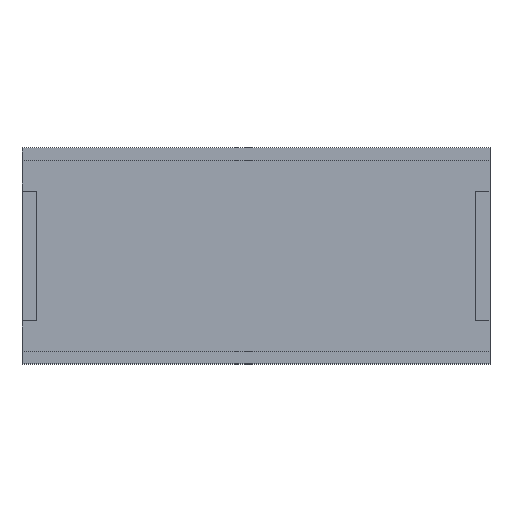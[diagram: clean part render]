
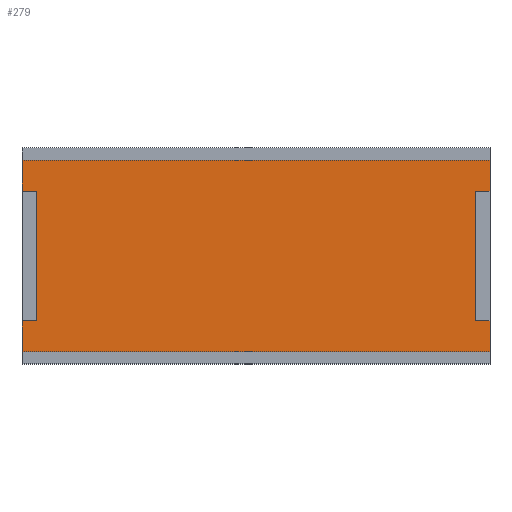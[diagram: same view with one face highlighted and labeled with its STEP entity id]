
A CAD part, top view. The second image highlights one B-rep face of the part: STEP entity #279.
In plain terms, the highlighted planar face has unit normal (0, 0, 1).
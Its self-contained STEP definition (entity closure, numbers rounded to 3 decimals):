
#72 = VERTEX_POINT('',#73);
#73 = CARTESIAN_POINT('',(-32.5,-13.3,2.));
#79 = EDGE_CURVE('',#72,#80,#82,.T.);
#80 = VERTEX_POINT('',#81);
#81 = CARTESIAN_POINT('',(-32.5,-9.,2.));
#82 = LINE('',#83,#84);
#83 = CARTESIAN_POINT('',(-32.5,-15.,2.));
#84 = VECTOR('',#85,1.);
#85 = DIRECTION('',(0.,1.,0.));
#88 = VERTEX_POINT('',#89);
#89 = CARTESIAN_POINT('',(-32.5,9.,2.));
#95 = EDGE_CURVE('',#88,#96,#98,.T.);
#96 = VERTEX_POINT('',#97);
#97 = CARTESIAN_POINT('',(-32.5,13.3,2.));
#98 = LINE('',#99,#100);
#99 = CARTESIAN_POINT('',(-32.5,-15.,2.));
#100 = VECTOR('',#101,1.);
#101 = DIRECTION('',(0.,1.,0.));
#126 = VERTEX_POINT('',#127);
#127 = CARTESIAN_POINT('',(32.5,13.3,2.));
#133 = EDGE_CURVE('',#126,#134,#136,.T.);
#134 = VERTEX_POINT('',#135);
#135 = CARTESIAN_POINT('',(32.5,9.,2.));
#136 = LINE('',#137,#138);
#137 = CARTESIAN_POINT('',(32.5,15.,2.));
#138 = VECTOR('',#139,1.);
#139 = DIRECTION('',(0.,-1.,0.));
#142 = VERTEX_POINT('',#143);
#143 = CARTESIAN_POINT('',(32.5,-9.,2.));
#149 = EDGE_CURVE('',#142,#150,#152,.T.);
#150 = VERTEX_POINT('',#151);
#151 = CARTESIAN_POINT('',(32.5,-13.3,2.));
#152 = LINE('',#153,#154);
#153 = CARTESIAN_POINT('',(32.5,15.,2.));
#154 = VECTOR('',#155,1.);
#155 = DIRECTION('',(0.,-1.,0.));
#279 = ADVANCED_FACE('',(#280),#342,.T.);
#280 = FACE_BOUND('',#281,.T.);
#281 = EDGE_LOOP('',(#282,#288,#289,#297,#305,#311,#312,#318,#319,#327,
    #335,#341));
#282 = ORIENTED_EDGE('',*,*,#283,.T.);
#283 = EDGE_CURVE('',#126,#96,#284,.T.);
#284 = LINE('',#285,#286);
#285 = CARTESIAN_POINT('',(32.5,13.3,2.));
#286 = VECTOR('',#287,1.);
#287 = DIRECTION('',(-1.,0.,0.));
#288 = ORIENTED_EDGE('',*,*,#95,.F.);
#289 = ORIENTED_EDGE('',*,*,#290,.T.);
#290 = EDGE_CURVE('',#88,#291,#293,.T.);
#291 = VERTEX_POINT('',#292);
#292 = CARTESIAN_POINT('',(-30.5,9.,2.));
#293 = LINE('',#294,#295);
#294 = CARTESIAN_POINT('',(-32.5,9.,2.));
#295 = VECTOR('',#296,1.);
#296 = DIRECTION('',(1.,0.,0.));
#297 = ORIENTED_EDGE('',*,*,#298,.T.);
#298 = EDGE_CURVE('',#291,#299,#301,.T.);
#299 = VERTEX_POINT('',#300);
#300 = CARTESIAN_POINT('',(-30.5,-9.,2.));
#301 = LINE('',#302,#303);
#302 = CARTESIAN_POINT('',(-30.5,9.,2.));
#303 = VECTOR('',#304,1.);
#304 = DIRECTION('',(0.,-1.,0.));
#305 = ORIENTED_EDGE('',*,*,#306,.T.);
#306 = EDGE_CURVE('',#299,#80,#307,.T.);
#307 = LINE('',#308,#309);
#308 = CARTESIAN_POINT('',(-30.5,-9.,2.));
#309 = VECTOR('',#310,1.);
#310 = DIRECTION('',(-1.,0.,0.));
#311 = ORIENTED_EDGE('',*,*,#79,.F.);
#312 = ORIENTED_EDGE('',*,*,#313,.T.);
#313 = EDGE_CURVE('',#72,#150,#314,.T.);
#314 = LINE('',#315,#316);
#315 = CARTESIAN_POINT('',(-32.5,-13.3,2.));
#316 = VECTOR('',#317,1.);
#317 = DIRECTION('',(1.,0.,0.));
#318 = ORIENTED_EDGE('',*,*,#149,.F.);
#319 = ORIENTED_EDGE('',*,*,#320,.F.);
#320 = EDGE_CURVE('',#321,#142,#323,.T.);
#321 = VERTEX_POINT('',#322);
#322 = CARTESIAN_POINT('',(30.5,-9.,2.));
#323 = LINE('',#324,#325);
#324 = CARTESIAN_POINT('',(30.5,-9.,2.));
#325 = VECTOR('',#326,1.);
#326 = DIRECTION('',(1.,0.,0.));
#327 = ORIENTED_EDGE('',*,*,#328,.F.);
#328 = EDGE_CURVE('',#329,#321,#331,.T.);
#329 = VERTEX_POINT('',#330);
#330 = CARTESIAN_POINT('',(30.5,9.,2.));
#331 = LINE('',#332,#333);
#332 = CARTESIAN_POINT('',(30.5,9.,2.));
#333 = VECTOR('',#334,1.);
#334 = DIRECTION('',(0.,-1.,0.));
#335 = ORIENTED_EDGE('',*,*,#336,.F.);
#336 = EDGE_CURVE('',#134,#329,#337,.T.);
#337 = LINE('',#338,#339);
#338 = CARTESIAN_POINT('',(32.5,9.,2.));
#339 = VECTOR('',#340,1.);
#340 = DIRECTION('',(-1.,0.,0.));
#341 = ORIENTED_EDGE('',*,*,#133,.F.);
#342 = PLANE('',#343);
#343 = AXIS2_PLACEMENT_3D('',#344,#345,#346);
#344 = CARTESIAN_POINT('',(0.,0.,2.));
#345 = DIRECTION('',(0.,0.,1.));
#346 = DIRECTION('',(1.,0.,0.));
